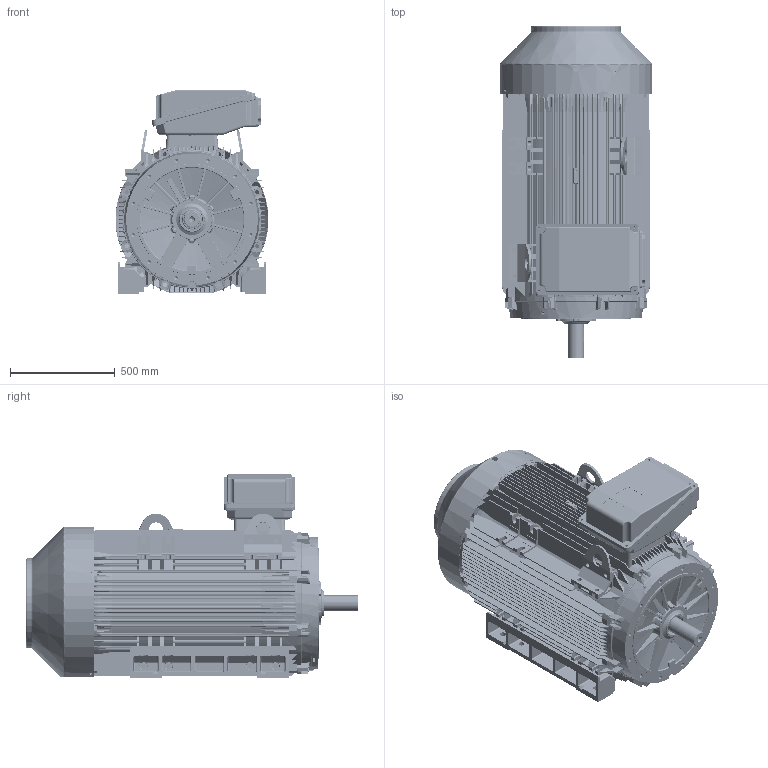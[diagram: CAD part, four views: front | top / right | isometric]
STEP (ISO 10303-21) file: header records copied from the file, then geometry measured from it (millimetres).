
FILE_DESCRIPTION( ( 'Unknown' ), '1' );
FILE_NAME( 'WP-DF355L B3 2P.stp', 'Unknown', ( 'Unknown' ), ( 'Unknown' ), 'PSStep 17.0.49', 'Unknown', ' ' );
FILE_SCHEMA( ( 'AUTOMOTIVE_DESIGN { 1 0 10303 214 1 1 1 1 }' ) );
Length unit declared in the file: millimetre
Products named in the file (4): 1; 2; 3; w6rfm_original
Bounding box: 730.66 x 1585 x 970.75 mm (x, y, z)
Volume: 126770791.6 mm3; surface area: 17329983.2 mm2
Topology: 4 solids, 6 shells, 11990 faces, 33599 edges, 21522 vertices
Faces by surface type: plane 7020, cylinder 2516, bspline 1418, torus 500, cone 340, sphere 188, revolution 8
Full cylindrical faces by diameter (mm): 3.432 x10, 5 x2, 5.188 x2, 6 x1, 6.647 x1, 6.985 x6, 8.5 x1, 8.782 x14, 8.985 x2, 10 x13, 12 x12, 15 x3, 17.97 x25, 20 x17, 21 x17, 22 x8, 24 x16, 28 x8, 30 x1, 65 x2, 72 x2, 75.03 x4, 76.5 x2, 79.99 x2, 80.024 x2, 89.52 x2, 100 x2, 105 x1, 118.02 x2, 120 x2
Entity records: 672455 total; most frequent: CARTESIAN_POINT 275492, ORIENTED_EDGE 65952, DIRECTION 56299, EDGE_CURVE 32976, LINE 21717, VECTOR 21717, VERTEX_POINT 21348, AXIS2_PLACEMENT_3D 17287
